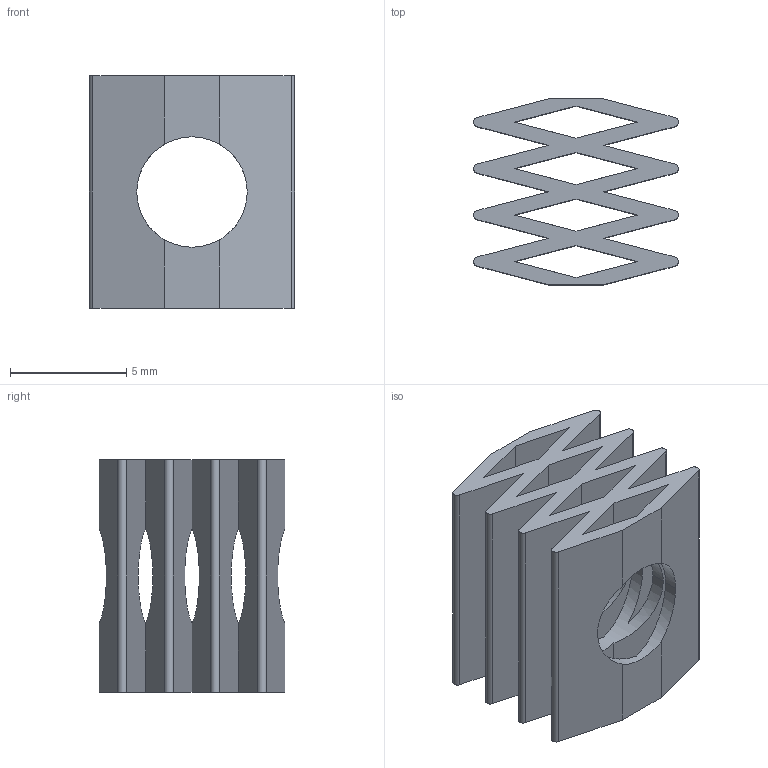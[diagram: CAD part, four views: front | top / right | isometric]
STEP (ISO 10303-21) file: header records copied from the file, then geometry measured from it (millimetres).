
FILE_DESCRIPTION (( 'STEP AP214' ), '1' );
FILE_NAME ('Diamond.STEP', '2016-07-18T20:34:03', ( 'Server2003' ), ( 'Home' ), 'SwSTEP 2.0', 'SolidWorks 2012', '' );
FILE_SCHEMA (( 'AUTOMOTIVE_DESIGN' ));
Length unit declared in the file: millimetre
Products named in the file (1): Diamond
Bounding box: 8.82 x 8 x 10 mm (x, y, z)
Volume: 267.1 mm3; surface area: 944.7 mm2
Topology: 1 solids, 1 shells, 60 faces, 240 edges, 160 vertices
Faces by surface type: plane 38, cylinder 22
Entity records: 2566 total; most frequent: CARTESIAN_POINT 653, ORIENTED_EDGE 480, DIRECTION 326, EDGE_CURVE 240, VERTEX_POINT 160, VECTOR 148, LINE 148, AXIS2_PLACEMENT_3D 89
